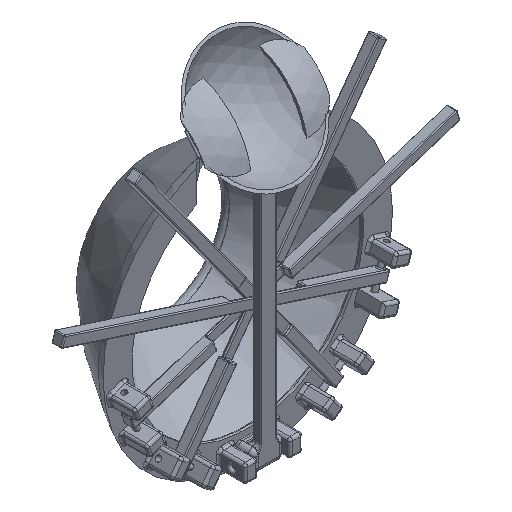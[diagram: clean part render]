
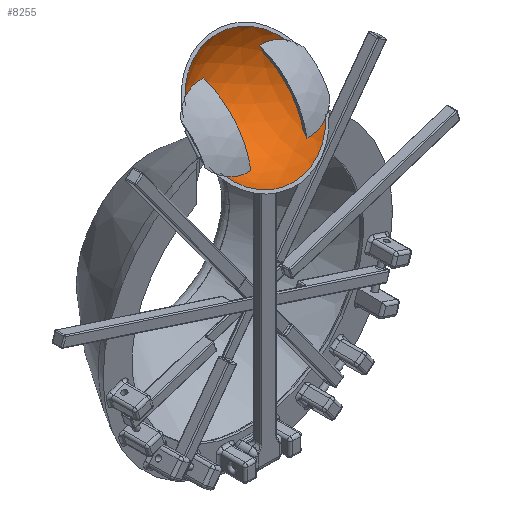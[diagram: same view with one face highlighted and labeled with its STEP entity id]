
A CAD part, isometric view. The second image highlights one B-rep face of the part: STEP entity #8255.
In plain terms, the highlighted spherical face has radius 130 mm.
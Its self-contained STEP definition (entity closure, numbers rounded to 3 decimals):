
#210=SPHERICAL_SURFACE('',#9386,130.);
#1949=FACE_OUTER_BOUND('',#2542,.T.);
#2542=EDGE_LOOP('',(#7410));
#3020=CIRCLE('',#9238,112.583);
#3817=VERTEX_POINT('',#17272);
#4904=EDGE_CURVE('',#3817,#3817,#3020,.T.);
#7410=ORIENTED_EDGE('',*,*,#4904,.T.);
#8255=ADVANCED_FACE('',(#1949),#210,.F.);
#9238=AXIS2_PLACEMENT_3D('',#17273,#11604,#11605);
#9386=AXIS2_PLACEMENT_3D('',#18665,#11940,#11941);
#11604=DIRECTION('center_axis',(0.643,0.,0.766));
#11605=DIRECTION('ref_axis',(0.,-1.,0.));
#11940=DIRECTION('center_axis',(0.,1.,0.));
#11941=DIRECTION('ref_axis',(0.,0.,-1.));
#17272=CARTESIAN_POINT('',(645.654,0.,-58.256));
#17273=CARTESIAN_POINT('Origin',(559.41,0.,
14.111));
#18665=CARTESIAN_POINT('Origin',(601.191,0.,63.904));
